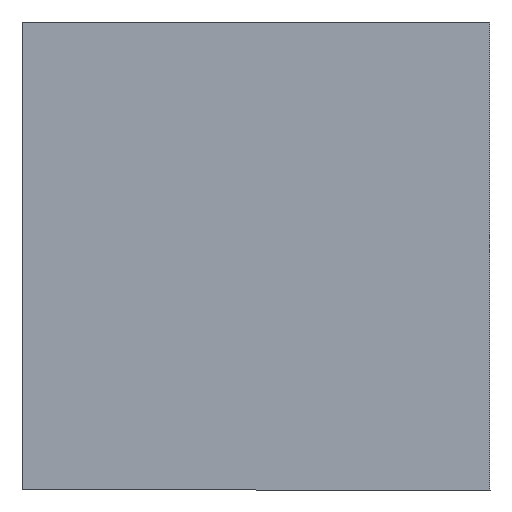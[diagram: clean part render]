
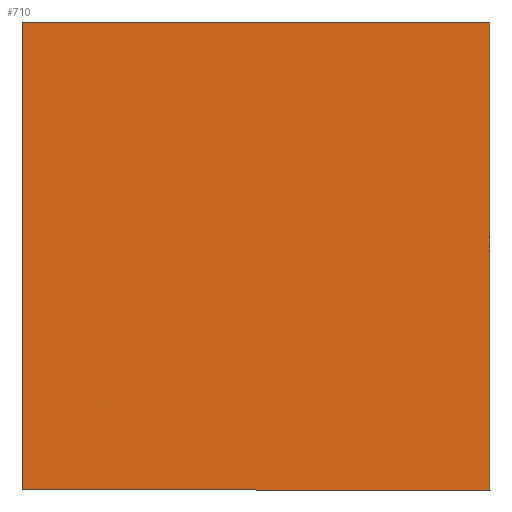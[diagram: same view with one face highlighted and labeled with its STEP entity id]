
A CAD part, front view. The second image highlights one B-rep face of the part: STEP entity #710.
In plain terms, the highlighted planar face has unit normal (0, -1, 0).
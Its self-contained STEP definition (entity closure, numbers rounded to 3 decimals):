
#76 = CARTESIAN_POINT ( 'NONE',  ( 0., -1., 0. ) ) ;
#130 = EDGE_CURVE ( 'NONE', #402, #1771, #1658, .T. ) ;
#201 = VERTEX_POINT ( 'NONE', #744 ) ;
#227 = PLANE ( 'NONE',  #1894 ) ;
#360 = VERTEX_POINT ( 'NONE', #1402 ) ;
#402 = VERTEX_POINT ( 'NONE', #1988 ) ;
#558 = CARTESIAN_POINT ( 'NONE',  ( -19., -1., 19. ) ) ;
#591 = EDGE_LOOP ( 'NONE', ( #775, #1068, #666, #1248 ) ) ;
#666 = ORIENTED_EDGE ( 'NONE', *, *, #1267, .T. ) ;
#702 = DIRECTION ( 'NONE',  ( -1., 0., 0. ) ) ;
#710 = ADVANCED_FACE ( 'NONE', ( #1734 ), #227, .T. ) ;
#744 = CARTESIAN_POINT ( 'NONE',  ( -19., -1., 19. ) ) ;
#775 = ORIENTED_EDGE ( 'NONE', *, *, #1369, .T. ) ;
#942 = CARTESIAN_POINT ( 'NONE',  ( 19., -1., -19. ) ) ;
#1011 = DIRECTION ( 'NONE',  ( 1., 0., 0. ) ) ;
#1065 = DIRECTION ( 'NONE',  ( 0., 0., -1. ) ) ;
#1068 = ORIENTED_EDGE ( 'NONE', *, *, #1125, .T. ) ;
#1124 = VECTOR ( 'NONE', #1065, 1000. ) ;
#1125 = EDGE_CURVE ( 'NONE', #360, #201, #1629, .T. ) ;
#1211 = VECTOR ( 'NONE', #1011, 1000. ) ;
#1222 = VECTOR ( 'NONE', #702, 1000. ) ;
#1248 = ORIENTED_EDGE ( 'NONE', *, *, #130, .T. ) ;
#1267 = EDGE_CURVE ( 'NONE', #201, #402, #1528, .T. ) ;
#1369 = EDGE_CURVE ( 'NONE', #1771, #360, #1868, .T. ) ;
#1402 = CARTESIAN_POINT ( 'NONE',  ( 19., -1., 19. ) ) ;
#1493 = VECTOR ( 'NONE', #1924, 1000. ) ;
#1528 = LINE ( 'NONE', #558, #1124 ) ;
#1629 = LINE ( 'NONE', #1654, #1222 ) ;
#1630 = DIRECTION ( 'NONE',  ( 0., -1., 0. ) ) ;
#1654 = CARTESIAN_POINT ( 'NONE',  ( 19., -1., 19. ) ) ;
#1658 = LINE ( 'NONE', #1782, #1211 ) ;
#1734 = FACE_OUTER_BOUND ( 'NONE', #591, .T. ) ;
#1771 = VERTEX_POINT ( 'NONE', #942 ) ;
#1776 = DIRECTION ( 'NONE',  ( 0., 0., -1. ) ) ;
#1782 = CARTESIAN_POINT ( 'NONE',  ( -19., -1., -19. ) ) ;
#1868 = LINE ( 'NONE', #1960, #1493 ) ;
#1894 = AXIS2_PLACEMENT_3D ( 'NONE', #76, #1630, #1776 ) ;
#1924 = DIRECTION ( 'NONE',  ( 0., 0., 1. ) ) ;
#1960 = CARTESIAN_POINT ( 'NONE',  ( 19., -1., -19. ) ) ;
#1988 = CARTESIAN_POINT ( 'NONE',  ( -19., -1., -19. ) ) ;
